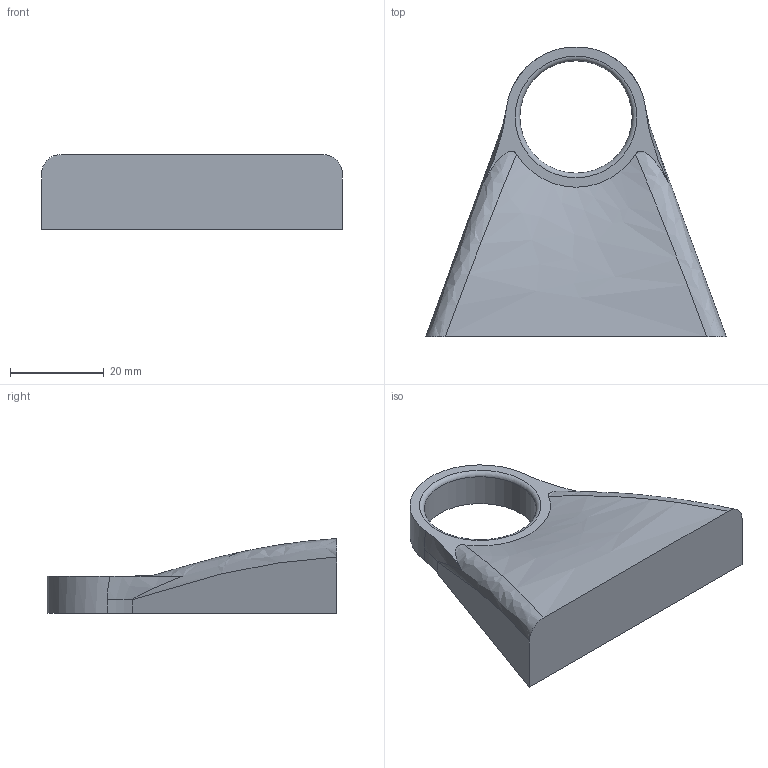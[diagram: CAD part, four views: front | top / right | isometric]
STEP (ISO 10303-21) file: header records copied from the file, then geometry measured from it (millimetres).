
FILE_DESCRIPTION(/* description */ ('','CAx-IF Rec.Pracs.---Representation and Presentation of Product Manufacturing Information (PMI)---4.0---2014-10-13'),/* implementation_level */ '2;1');
FILE_NAME(/* name */ 'kelan pyritysteline v1.step',/* time_stamp */ '2025-03-17T19:31:51+02:00',/* author */ (''),/* organization */ (''),/* preprocessor_version */ 'ST-DEVELOPER v20',/* originating_system */ 'Autodesk Translation Framework v13.20.0.188',/* authorisation */ '');
FILE_SCHEMA (('AP242_MANAGED_MODEL_BASED_3D_ENGINEERING_MIM_LF { 1 0 10303 442 1 1 4 }'));
Length unit declared in the file: millimetre
Products named in the file (1): kelan pyöritysteline
Bounding box: 64.2 x 61.93 x 16 mm (x, y, z)
Volume: 25925.7 mm3; surface area: 7324.6 mm2
Topology: 1 solids, 1 shells, 15 faces, 36 edges, 23 vertices
Faces by surface type: plane 5, bspline 5, cylinder 4, torus 1
Full cylindrical faces by diameter (mm): 24 x1
Entity records: 726 total; most frequent: CARTESIAN_POINT 370, ORIENTED_EDGE 72, DIRECTION 55, EDGE_CURVE 36, VERTEX_POINT 23, AXIS2_PLACEMENT_3D 22, EDGE_LOOP 17, FACE_OUTER_BOUND 15
